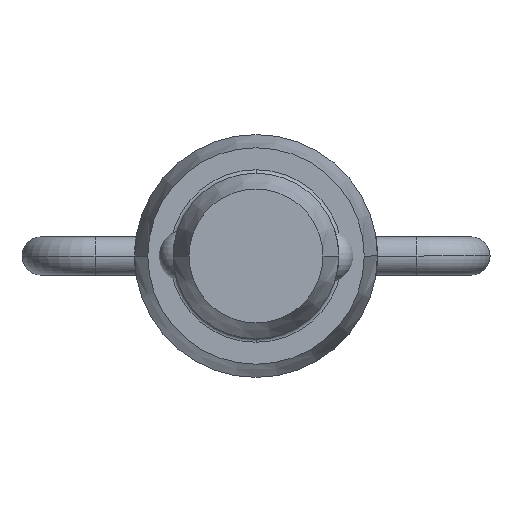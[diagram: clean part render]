
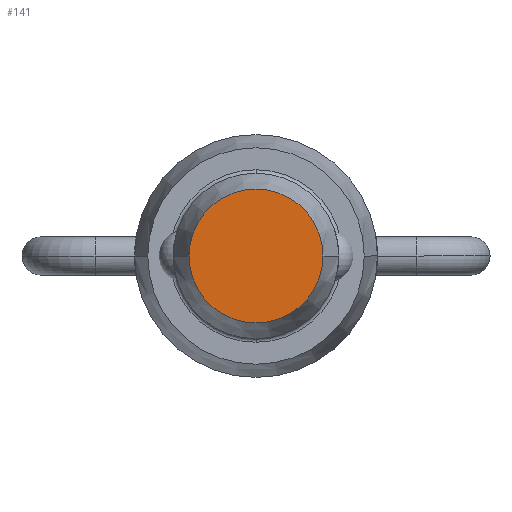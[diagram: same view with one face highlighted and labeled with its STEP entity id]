
A CAD part, front view. The second image highlights one B-rep face of the part: STEP entity #141.
In plain terms, the highlighted planar face has unit normal (0, -1, 0).
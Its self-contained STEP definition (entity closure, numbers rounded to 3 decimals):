
#141=ADVANCED_FACE('',(#280),#281,.T.);
#280=FACE_OUTER_BOUND('',#413,.T.);
#281=PLANE('',#414);
#413=EDGE_LOOP('',(#762,#763));
#414=AXIS2_PLACEMENT_3D('',#764,#765,#766);
#762=ORIENTED_EDGE('',*,*,#793,.T.);
#763=ORIENTED_EDGE('',*,*,#843,.T.);
#764=CARTESIAN_POINT('',(-2.381,-54.991,0.0));
#765=DIRECTION('',(0.,-1.0,0.0));
#766=DIRECTION('',(1.0,0.,0.0));
#793=EDGE_CURVE('',#932,#937,#939,.T.);
#843=EDGE_CURVE('',#937,#932,#1023,.T.);
#932=VERTEX_POINT('',#1137);
#937=VERTEX_POINT('',#1143);
#939=CIRCLE('',#1146,3.853);
#1023=CIRCLE('',#1297,3.853);
#1137=CARTESIAN_POINT('',(-3.853,-54.991,0.0));
#1143=CARTESIAN_POINT('',(3.853,-54.991,0.));
#1146=AXIS2_PLACEMENT_3D('',#1546,#1547,#1548);
#1297=AXIS2_PLACEMENT_3D('',#1626,#1627,#1628);
#1546=CARTESIAN_POINT('',(0.0,-54.991,0.0));
#1547=DIRECTION('',(0.,-1.0,0.0));
#1548=DIRECTION('',(-1.0,0.,0.0));
#1626=CARTESIAN_POINT('',(0.0,-54.991,0.0));
#1627=DIRECTION('',(0.,-1.0,0.0));
#1628=DIRECTION('',(-1.0,0.,0.0));
